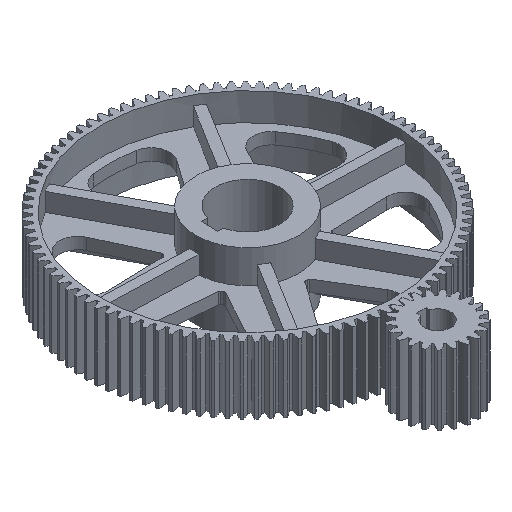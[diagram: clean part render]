
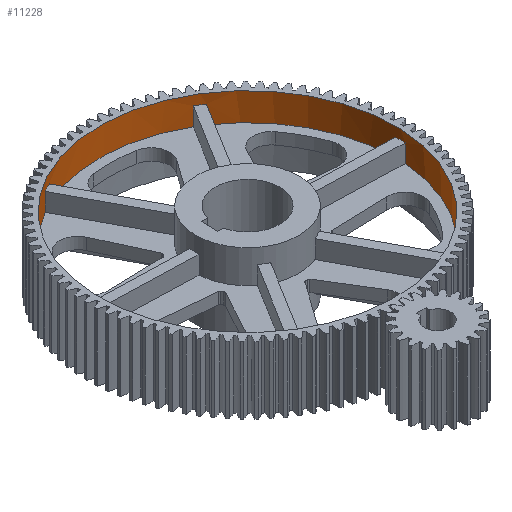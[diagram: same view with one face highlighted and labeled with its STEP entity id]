
A CAD part, isometric view. The second image highlights one B-rep face of the part: STEP entity #11228.
In plain terms, the highlighted cylindrical face has radius 276 mm (diameter 552 mm), a full revolution.
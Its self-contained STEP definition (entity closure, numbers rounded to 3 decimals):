
#307=CIRCLE('',#12122,276.);
#308=CIRCLE('',#12126,276.);
#311=CIRCLE('',#12133,276.);
#312=CIRCLE('',#12137,276.);
#315=CIRCLE('',#12144,276.);
#316=CIRCLE('',#12145,276.);
#317=CIRCLE('',#12149,276.);
#319=CIRCLE('',#12155,276.);
#320=CIRCLE('',#12159,276.);
#322=CIRCLE('',#12165,276.);
#323=CIRCLE('',#12170,276.);
#326=CIRCLE('',#12175,276.);
#328=CIRCLE('',#12178,276.);
#329=CIRCLE('',#12179,276.);
#1234=CYLINDRICAL_SURFACE('',#12177,276.);
#1827=FACE_OUTER_BOUND('',#2451,.T.);
#2451=EDGE_LOOP('',(#8465,#8466,#8467,#8468,#8469,#8470,#8471,#8472,#8473,
#8474,#8475,#8476,#8477,#8478,#8479,#8480,#8481,#8482,#8483,#8484,#8485,
#8486,#8487,#8488,#8489,#8490,#8491,#8492));
#3117=LINE('',#18503,#3854);
#3128=LINE('',#18526,#3865);
#3130=LINE('',#18530,#3867);
#3139=LINE('',#18555,#3876);
#3141=LINE('',#18558,#3878);
#3149=LINE('',#18584,#3886);
#3151=LINE('',#18587,#3888);
#3159=LINE('',#18610,#3896);
#3161=LINE('',#18613,#3898);
#3170=LINE('',#18637,#3907);
#3178=LINE('',#18663,#3915);
#3179=LINE('',#18665,#3916);
#3180=LINE('',#18668,#3917);
#3854=VECTOR('',#14480,10.);
#3865=VECTOR('',#14503,10.);
#3867=VECTOR('',#14507,10.);
#3876=VECTOR('',#14536,10.);
#3878=VECTOR('',#14540,10.);
#3886=VECTOR('',#14570,10.);
#3888=VECTOR('',#14574,10.);
#3896=VECTOR('',#14600,10.);
#3898=VECTOR('',#14604,10.);
#3907=VECTOR('',#14633,10.);
#3915=VECTOR('',#14663,276.);
#3916=VECTOR('',#14664,10.);
#3917=VECTOR('',#14667,10.);
#4690=VERTEX_POINT('',#18501);
#4691=VERTEX_POINT('',#18502);
#4695=VERTEX_POINT('',#18519);
#4696=VERTEX_POINT('',#18520);
#4697=VERTEX_POINT('',#18525);
#4698=VERTEX_POINT('',#18529);
#4699=VERTEX_POINT('',#18533);
#4702=VERTEX_POINT('',#18548);
#4703=VERTEX_POINT('',#18549);
#4704=VERTEX_POINT('',#18554);
#4705=VERTEX_POINT('',#18560);
#4708=VERTEX_POINT('',#18575);
#4709=VERTEX_POINT('',#18576);
#4710=VERTEX_POINT('',#18579);
#4711=VERTEX_POINT('',#18583);
#4712=VERTEX_POINT('',#18589);
#4715=VERTEX_POINT('',#18603);
#4716=VERTEX_POINT('',#18604);
#4717=VERTEX_POINT('',#18609);
#4718=VERTEX_POINT('',#18615);
#4722=VERTEX_POINT('',#18631);
#4724=VERTEX_POINT('',#18643);
#4727=VERTEX_POINT('',#18654);
#4729=VERTEX_POINT('',#18661);
#4730=VERTEX_POINT('',#18664);
#4731=VERTEX_POINT('',#18666);
#6038=EDGE_CURVE('',#4690,#4691,#3117,.T.);
#6047=EDGE_CURVE('',#4695,#4696,#307,.T.);
#6050=EDGE_CURVE('',#4696,#4697,#3128,.T.);
#6052=EDGE_CURVE('',#4698,#4695,#3130,.T.);
#6054=EDGE_CURVE('',#4697,#4699,#308,.T.);
#6062=EDGE_CURVE('',#4702,#4703,#311,.T.);
#6065=EDGE_CURVE('',#4703,#4704,#3139,.T.);
#6067=EDGE_CURVE('',#4699,#4702,#3141,.T.);
#6068=EDGE_CURVE('',#4704,#4705,#312,.T.);
#6076=EDGE_CURVE('',#4708,#4709,#315,.T.);
#6079=EDGE_CURVE('',#4709,#4710,#316,.T.);
#6080=EDGE_CURVE('',#4710,#4711,#3149,.T.);
#6082=EDGE_CURVE('',#4705,#4708,#3151,.T.);
#6083=EDGE_CURVE('',#4711,#4712,#317,.T.);
#6090=EDGE_CURVE('',#4715,#4716,#319,.T.);
#6093=EDGE_CURVE('',#4716,#4717,#3159,.T.);
#6095=EDGE_CURVE('',#4712,#4715,#3161,.T.);
#6096=EDGE_CURVE('',#4717,#4718,#320,.T.);
#6104=EDGE_CURVE('',#4722,#4690,#322,.T.);
#6107=EDGE_CURVE('',#4718,#4722,#3170,.T.);
#6110=EDGE_CURVE('',#4724,#4698,#323,.T.);
#6116=EDGE_CURVE('',#4691,#4727,#326,.T.);
#6120=EDGE_CURVE('',#4729,#4729,#328,.T.);
#6121=EDGE_CURVE('',#4729,#4709,#3178,.T.);
#6122=EDGE_CURVE('',#4727,#4730,#3179,.T.);
#6123=EDGE_CURVE('',#4730,#4731,#329,.T.);
#6124=EDGE_CURVE('',#4731,#4724,#3180,.T.);
#8465=ORIENTED_EDGE('',*,*,#6120,.F.);
#8466=ORIENTED_EDGE('',*,*,#6121,.T.);
#8467=ORIENTED_EDGE('',*,*,#6079,.T.);
#8468=ORIENTED_EDGE('',*,*,#6080,.T.);
#8469=ORIENTED_EDGE('',*,*,#6083,.T.);
#8470=ORIENTED_EDGE('',*,*,#6095,.T.);
#8471=ORIENTED_EDGE('',*,*,#6090,.T.);
#8472=ORIENTED_EDGE('',*,*,#6093,.T.);
#8473=ORIENTED_EDGE('',*,*,#6096,.T.);
#8474=ORIENTED_EDGE('',*,*,#6107,.T.);
#8475=ORIENTED_EDGE('',*,*,#6104,.T.);
#8476=ORIENTED_EDGE('',*,*,#6038,.T.);
#8477=ORIENTED_EDGE('',*,*,#6116,.T.);
#8478=ORIENTED_EDGE('',*,*,#6122,.T.);
#8479=ORIENTED_EDGE('',*,*,#6123,.T.);
#8480=ORIENTED_EDGE('',*,*,#6124,.T.);
#8481=ORIENTED_EDGE('',*,*,#6110,.T.);
#8482=ORIENTED_EDGE('',*,*,#6052,.T.);
#8483=ORIENTED_EDGE('',*,*,#6047,.T.);
#8484=ORIENTED_EDGE('',*,*,#6050,.T.);
#8485=ORIENTED_EDGE('',*,*,#6054,.T.);
#8486=ORIENTED_EDGE('',*,*,#6067,.T.);
#8487=ORIENTED_EDGE('',*,*,#6062,.T.);
#8488=ORIENTED_EDGE('',*,*,#6065,.T.);
#8489=ORIENTED_EDGE('',*,*,#6068,.T.);
#8490=ORIENTED_EDGE('',*,*,#6082,.T.);
#8491=ORIENTED_EDGE('',*,*,#6076,.T.);
#8492=ORIENTED_EDGE('',*,*,#6121,.F.);
#11228=ADVANCED_FACE('',(#1827),#1234,.F.);
#12122=AXIS2_PLACEMENT_3D('',#18521,#14497,#14498);
#12126=AXIS2_PLACEMENT_3D('',#18534,#14511,#14512);
#12133=AXIS2_PLACEMENT_3D('',#18550,#14530,#14531);
#12137=AXIS2_PLACEMENT_3D('',#18561,#14543,#14544);
#12144=AXIS2_PLACEMENT_3D('',#18577,#14562,#14563);
#12145=AXIS2_PLACEMENT_3D('',#18581,#14566,#14567);
#12149=AXIS2_PLACEMENT_3D('',#18590,#14577,#14578);
#12155=AXIS2_PLACEMENT_3D('',#18605,#14594,#14595);
#12159=AXIS2_PLACEMENT_3D('',#18616,#14607,#14608);
#12165=AXIS2_PLACEMENT_3D('',#18632,#14625,#14626);
#12170=AXIS2_PLACEMENT_3D('',#18644,#14640,#14641);
#12175=AXIS2_PLACEMENT_3D('',#18655,#14653,#14654);
#12177=AXIS2_PLACEMENT_3D('',#18660,#14659,#14660);
#12178=AXIS2_PLACEMENT_3D('',#18662,#14661,#14662);
#12179=AXIS2_PLACEMENT_3D('',#18667,#14665,#14666);
#14480=DIRECTION('',(0.,0.,-1.));
#14497=DIRECTION('center_axis',(0.,0.,-1.));
#14498=DIRECTION('ref_axis',(1.,0.,0.));
#14503=DIRECTION('',(0.,0.,-1.));
#14507=DIRECTION('',(0.,0.,1.));
#14511=DIRECTION('center_axis',(0.,0.,
-1.));
#14512=DIRECTION('ref_axis',(1.,0.,0.));
#14530=DIRECTION('center_axis',(0.,0.,-1.));
#14531=DIRECTION('ref_axis',(1.,0.,0.));
#14536=DIRECTION('',(0.,0.,-1.));
#14540=DIRECTION('',(0.,0.,1.));
#14543=DIRECTION('center_axis',(0.,0.,
-1.));
#14544=DIRECTION('ref_axis',(1.,0.,0.));
#14562=DIRECTION('center_axis',(0.,0.,-1.));
#14563=DIRECTION('ref_axis',(1.,0.,0.));
#14566=DIRECTION('center_axis',(0.,0.,-1.));
#14567=DIRECTION('ref_axis',(1.,0.,0.));
#14570=DIRECTION('',(0.,0.,-1.));
#14574=DIRECTION('',(0.,0.,1.));
#14577=DIRECTION('center_axis',(0.,0.,
-1.));
#14578=DIRECTION('ref_axis',(1.,0.,0.));
#14594=DIRECTION('center_axis',(0.,0.,-1.));
#14595=DIRECTION('ref_axis',(1.,0.,0.));
#14600=DIRECTION('',(0.,0.,-1.));
#14604=DIRECTION('',(0.,0.,1.));
#14607=DIRECTION('center_axis',(0.,0.,
-1.));
#14608=DIRECTION('ref_axis',(1.,0.,0.));
#14625=DIRECTION('center_axis',(0.,0.,-1.));
#14626=DIRECTION('ref_axis',(1.,0.,0.));
#14633=DIRECTION('',(0.,0.,1.));
#14640=DIRECTION('center_axis',(0.,0.,-1.));
#14641=DIRECTION('ref_axis',(1.,0.,0.));
#14653=DIRECTION('center_axis',(0.,0.,
-1.));
#14654=DIRECTION('ref_axis',(1.,0.,0.));
#14659=DIRECTION('center_axis',(0.,0.,-1.));
#14660=DIRECTION('ref_axis',(1.,0.,0.));
#14661=DIRECTION('center_axis',(0.,0.,-1.));
#14662=DIRECTION('ref_axis',(1.,0.,0.));
#14663=DIRECTION('',(0.,0.,-1.));
#14664=DIRECTION('',(0.,0.,1.));
#14665=DIRECTION('center_axis',(0.,0.,-1.));
#14666=DIRECTION('ref_axis',(1.,0.,0.));
#14667=DIRECTION('',(0.,0.,-1.));
#18501=CARTESIAN_POINT('',(145.721,234.396,107.));
#18502=CARTESIAN_POINT('',(145.721,234.396,73.3));
#18503=CARTESIAN_POINT('',(145.721,234.396,134.5));
#18519=CARTESIAN_POINT('',(145.721,-234.396,107.));
#18520=CARTESIAN_POINT('',(130.132,-243.396,107.));
#18521=CARTESIAN_POINT('Origin',(0.,0.,107.));
#18525=CARTESIAN_POINT('',(130.132,-243.396,73.3));
#18526=CARTESIAN_POINT('',(130.132,-243.396,134.5));
#18529=CARTESIAN_POINT('',(145.721,-234.396,73.3));
#18530=CARTESIAN_POINT('',(145.721,-234.396,134.5));
#18533=CARTESIAN_POINT('',(-130.132,-243.396,73.3));
#18534=CARTESIAN_POINT('Origin',(0.,0.,73.3));
#18548=CARTESIAN_POINT('',(-130.132,-243.396,107.));
#18549=CARTESIAN_POINT('',(-145.721,-234.396,107.));
#18550=CARTESIAN_POINT('Origin',(0.,0.,107.));
#18554=CARTESIAN_POINT('',(-145.721,-234.396,73.3));
#18555=CARTESIAN_POINT('',(-145.721,-234.396,134.5));
#18558=CARTESIAN_POINT('',(-130.132,-243.396,134.5));
#18560=CARTESIAN_POINT('',(-275.853,-9.,73.3));
#18561=CARTESIAN_POINT('Origin',(0.,0.,73.3));
#18575=CARTESIAN_POINT('',(-275.853,-9.,107.));
#18576=CARTESIAN_POINT('',(-276.,0.,107.));
#18577=CARTESIAN_POINT('Origin',(0.,0.,107.));
#18579=CARTESIAN_POINT('',(-275.853,9.,107.));
#18581=CARTESIAN_POINT('Origin',(0.,0.,107.));
#18583=CARTESIAN_POINT('',(-275.853,9.,73.3));
#18584=CARTESIAN_POINT('',(-275.853,9.,134.5));
#18587=CARTESIAN_POINT('',(-275.853,-9.,134.5));
#18589=CARTESIAN_POINT('',(-145.721,234.396,73.3));
#18590=CARTESIAN_POINT('Origin',(0.,0.,73.3));
#18603=CARTESIAN_POINT('',(-145.721,234.396,107.));
#18604=CARTESIAN_POINT('',(-130.132,243.396,107.));
#18605=CARTESIAN_POINT('Origin',(0.,0.,107.));
#18609=CARTESIAN_POINT('',(-130.132,243.396,73.3));
#18610=CARTESIAN_POINT('',(-130.132,243.396,134.5));
#18613=CARTESIAN_POINT('',(-145.721,234.396,134.5));
#18615=CARTESIAN_POINT('',(130.132,243.396,73.3));
#18616=CARTESIAN_POINT('Origin',(0.,0.,73.3));
#18631=CARTESIAN_POINT('',(130.132,243.396,107.));
#18632=CARTESIAN_POINT('Origin',(0.,0.,107.));
#18637=CARTESIAN_POINT('',(130.132,243.396,134.5));
#18643=CARTESIAN_POINT('',(275.853,-9.,73.3));
#18644=CARTESIAN_POINT('Origin',(0.,0.,73.3));
#18654=CARTESIAN_POINT('',(275.853,9.,73.3));
#18655=CARTESIAN_POINT('Origin',(0.,0.,73.3));
#18660=CARTESIAN_POINT('Origin',(0.,0.,134.5));
#18661=CARTESIAN_POINT('',(-276.,0.,125.));
#18662=CARTESIAN_POINT('Origin',(0.,0.,125.));
#18663=CARTESIAN_POINT('',(-276.,0.,134.5));
#18664=CARTESIAN_POINT('',(275.853,9.,107.));
#18665=CARTESIAN_POINT('',(275.853,9.,134.5));
#18666=CARTESIAN_POINT('',(275.853,-9.,107.));
#18667=CARTESIAN_POINT('Origin',(0.,0.,107.));
#18668=CARTESIAN_POINT('',(275.853,-9.,134.5));
